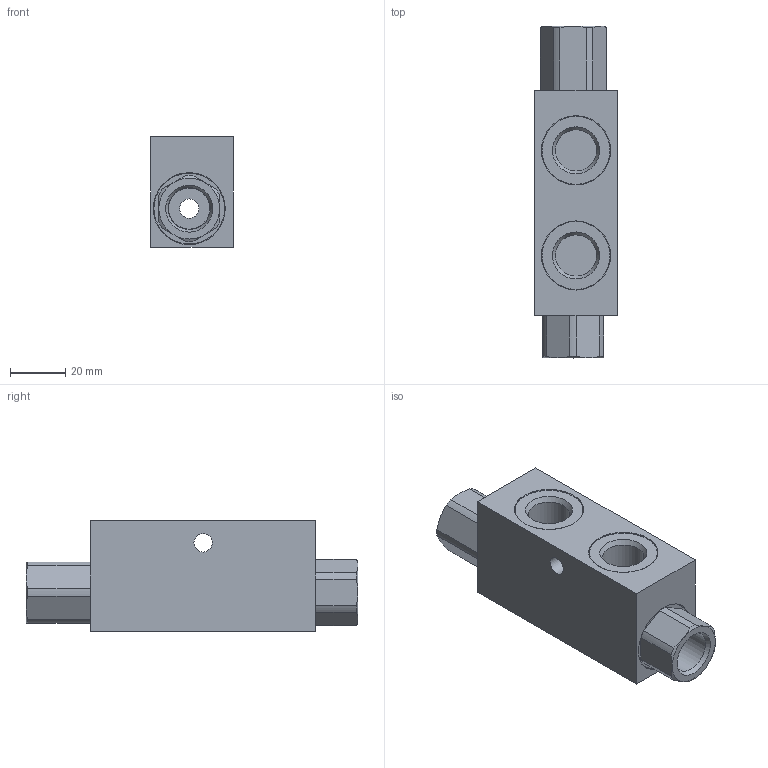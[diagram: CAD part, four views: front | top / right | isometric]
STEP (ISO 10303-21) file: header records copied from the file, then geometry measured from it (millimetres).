
FILE_DESCRIPTION(/* description */ ('Unknown'),/* implementation_level */ '2;1');
FILE_NAME(/* name */ 'V0230',/* time_stamp */ '2017-03-29T16:55:45+02:00',/* author */ ('Unknown'),/* organization */ ('Unknown'),/* preprocessor_version */ 'ST-DEVELOPER v16.7',/* originating_system */ 'DEX',/* authorisation */ $);
FILE_SCHEMA (('AUTOMOTIVE_DESIGN {1 0 10303 214 3 1 1}'));
Length unit declared in the file: millimetre
Products named in the file (1): V0230
Bounding box: 30 x 120 x 40 mm (x, y, z)
Surface area: 20269.1 mm2 (no closed solid volume)
Topology: 0 solids, 4 shells, 70 faces, 180 edges, 119 vertices
Faces by surface type: plane 25, cylinder 24, cone 17, torus 4
Full cylindrical faces by diameter (mm): 6.647 x2, 14.95 x4, 15.2 x1, 15.25 x1, 25 x2, 26 x2
Entity records: 4101 total; most frequent: CARTESIAN_POINT 2063, DIRECTION 330, ORIENTED_EDGE 256, EDGE_CURVE 146, AXIS2_PLACEMENT_3D 141, VERTEX_POINT 106, EDGE_LOOP 104, FACE_BOUND 104
